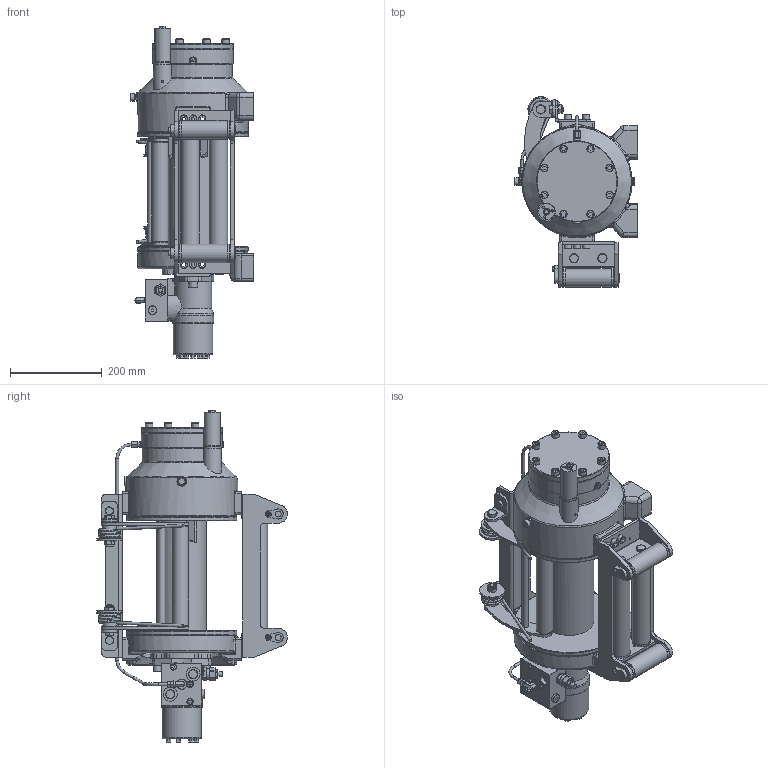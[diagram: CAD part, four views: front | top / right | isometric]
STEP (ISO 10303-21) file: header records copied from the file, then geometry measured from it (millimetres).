
FILE_DESCRIPTION(/* description */ ('STEP AP214'),/* implementation_level */ '2;1');
FILE_NAME(/* name */ '648-053_Hammer_HMW5.0 PHT-P-EN.stp',/* time_stamp */ '2019-07-23T16:16:03+02:00',/* author */ ('lang1ph'),/* organization */ (''),/* preprocessor_version */ 'ST-DEVELOPER v17.2',/* originating_system */ 'Autodesk Inventor 2019',/* authorisation */ '');
FILE_SCHEMA (('AUTOMOTIVE_DESIGN { 1 0 10303 214 3 1 1 }'));
Products named in the file (1): 648-053_Hammer_HMW5.0 PHT-P-EN
Bounding box: 268.35 x 415.3 x 723.27 mm (x, y, z)
Surface area: 1216238.7 mm2 (no closed solid volume)
Topology: 0 solids, 258 shells, 1421 faces, 4768 edges, 3408 vertices
Faces by surface type: plane 605, cylinder 384, cone 193, torus 113, bspline 111, sphere 15
Full cylindrical faces by diameter (mm): 2 x1, 5 x7, 5.6 x6, 6 x9, 8.5 x1, 9.65 x1, 10 x19, 11.45 x1, 12 x2, 12.4 x4, 13 x6, 13.25 x2, 13.6 x1, 14 x4, 16 x18, 16.4 x2, 16.55 x1, 16.85 x1, 18 x2, 18.4 x2, 18.75 x2, 19 x3, 20 x4, 22 x1, 23 x1, 24 x1, 30 x4, 33 x1, 35 x1, 36 x1
Entity records: 86810 total; most frequent: CARTESIAN_POINT 43802, DIRECTION 9017, ORIENTED_EDGE 7513, EDGE_CURVE 4749, AXIS2_PLACEMENT_3D 3510, VERTEX_POINT 3408, CIRCLE 2186, LINE 1997
